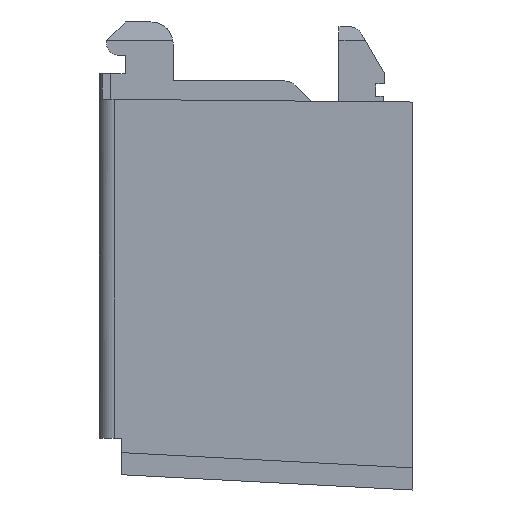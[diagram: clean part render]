
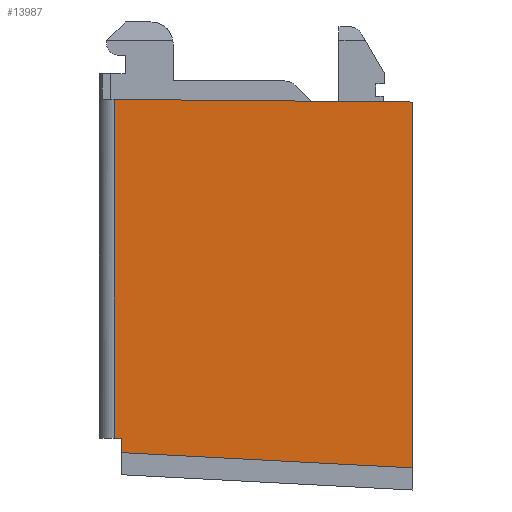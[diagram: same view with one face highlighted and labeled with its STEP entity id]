
A CAD part, left-side view. The second image highlights one B-rep face of the part: STEP entity #13987.
In plain terms, the highlighted planar face has unit normal (-0.999, 0.052, 0).
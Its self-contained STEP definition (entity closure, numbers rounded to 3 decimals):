
#2350=DIRECTION('',(0.052,0.999,0.));
#2351=VECTOR('',#2350,0.964);
#2352=CARTESIAN_POINT('',(-50.168,80.413,4.));
#2353=LINE('',#2352,#2351);
#2690=DIRECTION('',(0.,0.,1.));
#2691=VECTOR('',#2690,1.927);
#2692=CARTESIAN_POINT('',(-50.168,80.413,2.073));
#2693=LINE('',#2692,#2691);
#2706=DIRECTION('',(0.052,0.997,0.052));
#2707=VECTOR('',#2706,39.608);
#2708=CARTESIAN_POINT('',(-52.238,40.913,
0.));
#2709=LINE('',#2708,#2707);
#2710=DIRECTION('',(0.,0.,-1.));
#2711=VECTOR('',#2710,49.642);
#2712=CARTESIAN_POINT('',(-52.238,40.913,49.642));
#2713=LINE('',#2712,#2711);
#4819=DIRECTION('',(-0.052,-0.999,-0.009));
#4820=VECTOR('',#4819,40.52);
#4821=CARTESIAN_POINT('',(-50.118,81.375,49.995));
#4822=LINE('',#4821,#4820);
#4847=DIRECTION('',(0.,0.,1.));
#4848=VECTOR('',#4847,45.995);
#4849=CARTESIAN_POINT('',(-50.118,81.375,4.));
#4850=LINE('',#4849,#4848);
#6485=CARTESIAN_POINT('',(-50.118,81.375,49.995));
#6486=CARTESIAN_POINT('',(-52.238,40.913,49.642));
#6487=VERTEX_POINT('',#6485);
#6488=VERTEX_POINT('',#6486);
#6489=CARTESIAN_POINT('',(-50.168,80.413,2.073));
#6491=VERTEX_POINT('',#6489);
#6493=CARTESIAN_POINT('',(-52.238,40.913,
0.));
#6494=VERTEX_POINT('',#6493);
#6541=CARTESIAN_POINT('',(-50.118,81.375,4.));
#6542=VERTEX_POINT('',#6541);
#7769=CARTESIAN_POINT('',(-50.168,80.413,4.));
#7770=VERTEX_POINT('',#7769);
#13973=CARTESIAN_POINT('',(-52.24,40.883,0.));
#13974=DIRECTION('',(-0.999,0.052,0.));
#13975=DIRECTION('',(0.,0.,1.));
#13976=AXIS2_PLACEMENT_3D('',#13973,#13974,#13975);
#13977=PLANE('',#13976);
#13979=ORIENTED_EDGE('',*,*,#13978,.T.);
#13980=ORIENTED_EDGE('',*,*,#13962,.T.);
#13981=ORIENTED_EDGE('',*,*,#11176,.T.);
#13982=ORIENTED_EDGE('',*,*,#11159,.T.);
#13983=ORIENTED_EDGE('',*,*,#11144,.T.);
#13984=ORIENTED_EDGE('',*,*,#10730,.T.);
#13985=EDGE_LOOP('',(#13979,#13980,#13981,#13982,#13983,#13984));
#13986=FACE_OUTER_BOUND('',#13985,.F.);
#10730=EDGE_CURVE('',#7770,#6542,#2353,.T.);
#11144=EDGE_CURVE('',#6491,#7770,#2693,.T.);
#11159=EDGE_CURVE('',#6494,#6491,#2709,.T.);
#11176=EDGE_CURVE('',#6488,#6494,#2713,.T.);
#13962=EDGE_CURVE('',#6487,#6488,#4822,.T.);
#13978=EDGE_CURVE('',#6542,#6487,#4850,.T.);
#13987=ADVANCED_FACE('',(#13986),#13977,.T.);
